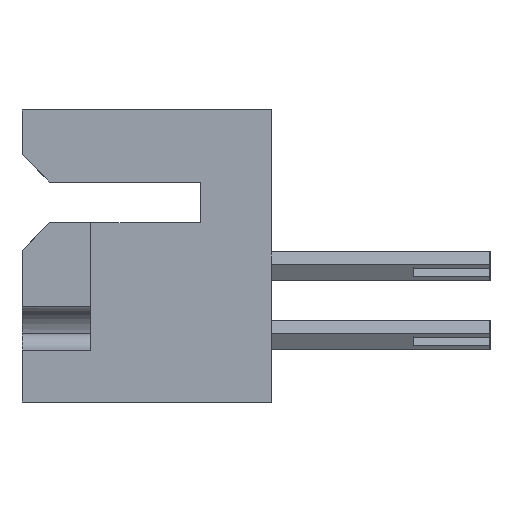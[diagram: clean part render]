
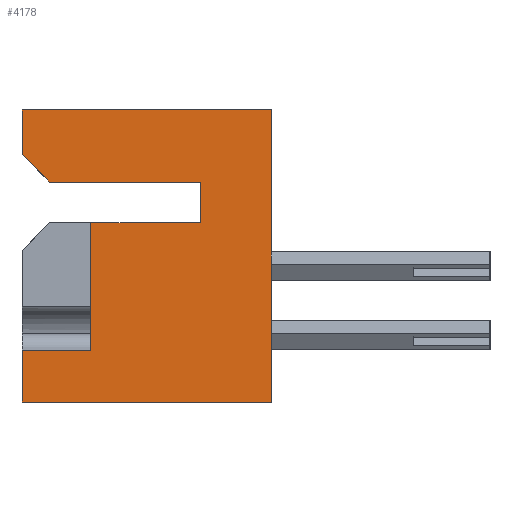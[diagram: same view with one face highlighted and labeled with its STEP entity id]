
A CAD part, left-side view. The second image highlights one B-rep face of the part: STEP entity #4178.
In plain terms, the highlighted planar face has unit normal (-1, 0, 0).
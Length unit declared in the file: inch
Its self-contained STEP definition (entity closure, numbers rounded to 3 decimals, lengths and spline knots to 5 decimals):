
#394 = DIRECTION ( 'NONE',  ( 0., 1., 0. ) ) ;
#581 = ORIENTED_EDGE ( 'NONE', *, *, #2621, .F. ) ;
#875 = DIRECTION ( 'NONE',  ( 0., -0.707, -0.707 ) ) ;
#1171 = CARTESIAN_POINT ( 'NONE',  ( 0., 0.128, -0.131 ) ) ;
#1229 = DIRECTION ( 'NONE',  ( 0., 1., 0. ) ) ;
#1368 = DIRECTION ( 'NONE',  ( 1., 0., 0. ) ) ;
#1624 = ORIENTED_EDGE ( 'NONE', *, *, #10560, .F. ) ;
#1785 = ORIENTED_EDGE ( 'NONE', *, *, #9547, .T. ) ;
#1832 = VECTOR ( 'NONE', #7588, 39.37008 ) ;
#1978 = CARTESIAN_POINT ( 'NONE',  ( 0., 0.403, -0.131 ) ) ;
#2415 = CARTESIAN_POINT ( 'NONE',  ( 0., 0.453, 0. ) ) ;
#2621 = EDGE_CURVE ( 'NONE', #3353, #8205, #14504, .T. ) ;
#2882 = EDGE_CURVE ( 'NONE', #12280, #9471, #6363, .T. ) ;
#3313 = CARTESIAN_POINT ( 'NONE',  ( 0., 0.128, -0.131 ) ) ;
#3353 = VERTEX_POINT ( 'NONE', #10622 ) ;
#3582 = CARTESIAN_POINT ( 'NONE',  ( 0., 0.328, -0.205 ) ) ;
#4178 = ADVANCED_FACE ( 'NONE', ( #8113 ), #13919, .F. ) ;
#4363 = VERTEX_POINT ( 'NONE', #11525 ) ;
#4499 = VECTOR ( 'NONE', #14267, 39.37008 ) ;
#4567 = CARTESIAN_POINT ( 'NONE',  ( 0., 0.453, -0.081 ) ) ;
#4581 = DIRECTION ( 'NONE',  ( 0., 0., 1. ) ) ;
#4765 = CARTESIAN_POINT ( 'NONE',  ( 0., 0.453, 0. ) ) ;
#5072 = CARTESIAN_POINT ( 'NONE',  ( 0., 0.453, 0. ) ) ;
#5487 = EDGE_CURVE ( 'NONE', #8338, #9982, #14013, .T. ) ;
#5640 = DIRECTION ( 'NONE',  ( 0., 0., 1. ) ) ;
#5792 = EDGE_CURVE ( 'NONE', #7908, #12280, #7477, .T. ) ;
#6284 = EDGE_CURVE ( 'NONE', #12150, #14063, #11617, .T. ) ;
#6363 = LINE ( 'NONE', #4765, #8910 ) ;
#6419 = VERTEX_POINT ( 'NONE', #12047 ) ;
#6692 = EDGE_CURVE ( 'NONE', #4363, #14063, #8354, .T. ) ;
#6705 = ORIENTED_EDGE ( 'NONE', *, *, #2882, .F. ) ;
#6865 = ORIENTED_EDGE ( 'NONE', *, *, #6284, .F. ) ;
#7075 = LINE ( 'NONE', #13757, #8445 ) ;
#7370 = LINE ( 'NONE', #16380, #1832 ) ;
#7477 = LINE ( 'NONE', #7912, #4499 ) ;
#7588 = DIRECTION ( 'NONE',  ( 0., -1., 0. ) ) ;
#7908 = VERTEX_POINT ( 'NONE', #4567 ) ;
#7912 = CARTESIAN_POINT ( 'NONE',  ( 0., 0.453, 0. ) ) ;
#7969 = ORIENTED_EDGE ( 'NONE', *, *, #6692, .T. ) ;
#8113 = FACE_OUTER_BOUND ( 'NONE', #14046, .T. ) ;
#8205 = VERTEX_POINT ( 'NONE', #14462 ) ;
#8240 = VECTOR ( 'NONE', #4581, 39.37008 ) ;
#8338 = VERTEX_POINT ( 'NONE', #15938 ) ;
#8354 = LINE ( 'NONE', #13192, #14319 ) ;
#8387 = CARTESIAN_POINT ( 'NONE',  ( 0., 0.328, -0.205 ) ) ;
#8445 = VECTOR ( 'NONE', #9923, 39.37008 ) ;
#8451 = VECTOR ( 'NONE', #1229, 39.37008 ) ;
#8452 = DIRECTION ( 'NONE',  ( 0., -1., 0. ) ) ;
#8531 = CARTESIAN_POINT ( 'NONE',  ( 0., 0., 0. ) ) ;
#8585 = DIRECTION ( 'NONE',  ( 0., 0., 1. ) ) ;
#8910 = VECTOR ( 'NONE', #8452, 39.37008 ) ;
#9471 = VERTEX_POINT ( 'NONE', #8531 ) ;
#9547 = EDGE_CURVE ( 'NONE', #12150, #8205, #7075, .T. ) ;
#9923 = DIRECTION ( 'NONE',  ( 0., 1., 0. ) ) ;
#9982 = VERTEX_POINT ( 'NONE', #13290 ) ;
#10090 = ORIENTED_EDGE ( 'NONE', *, *, #5792, .F. ) ;
#10120 = AXIS2_PLACEMENT_3D ( 'NONE', #2415, #1368, #16407 ) ;
#10157 = LINE ( 'NONE', #15830, #11353 ) ;
#10560 = EDGE_CURVE ( 'NONE', #4363, #8338, #15361, .T. ) ;
#10622 = CARTESIAN_POINT ( 'NONE',  ( 0., 0.453, -0.531 ) ) ;
#10998 = CARTESIAN_POINT ( 'NONE',  ( 0., 0.328, -0.437 ) ) ;
#11353 = VECTOR ( 'NONE', #8585, 39.37008 ) ;
#11525 = CARTESIAN_POINT ( 'NONE',  ( 0., 0.128, -0.205 ) ) ;
#11617 = LINE ( 'NONE', #8387, #8240 ) ;
#12047 = CARTESIAN_POINT ( 'NONE',  ( 0., 0., -0.531 ) ) ;
#12150 = VERTEX_POINT ( 'NONE', #10998 ) ;
#12280 = VERTEX_POINT ( 'NONE', #5072 ) ;
#12737 = LINE ( 'NONE', #1978, #13128 ) ;
#12749 = ORIENTED_EDGE ( 'NONE', *, *, #14983, .T. ) ;
#13128 = VECTOR ( 'NONE', #875, 39.37008 ) ;
#13192 = CARTESIAN_POINT ( 'NONE',  ( 0., 0.128, -0.205 ) ) ;
#13290 = CARTESIAN_POINT ( 'NONE',  ( 0., 0.403, -0.131 ) ) ;
#13583 = VECTOR ( 'NONE', #5640, 39.37008 ) ;
#13757 = CARTESIAN_POINT ( 'NONE',  ( 0., 0.328, -0.437 ) ) ;
#13919 = PLANE ( 'NONE',  #10120 ) ;
#14013 = LINE ( 'NONE', #1171, #8451 ) ;
#14046 = EDGE_LOOP ( 'NONE', ( #1785, #581, #15898, #16358, #6705, #10090, #12749, #15696, #1624, #7969, #6865 ) ) ;
#14063 = VERTEX_POINT ( 'NONE', #3582 ) ;
#14267 = DIRECTION ( 'NONE',  ( 0., 0., 1. ) ) ;
#14319 = VECTOR ( 'NONE', #394, 39.37008 ) ;
#14462 = CARTESIAN_POINT ( 'NONE',  ( 0., 0.453, -0.437 ) ) ;
#14504 = LINE ( 'NONE', #15463, #15866 ) ;
#14983 = EDGE_CURVE ( 'NONE', #7908, #9982, #12737, .T. ) ;
#15361 = LINE ( 'NONE', #3313, #13583 ) ;
#15419 = DIRECTION ( 'NONE',  ( 0., 0., 1. ) ) ;
#15463 = CARTESIAN_POINT ( 'NONE',  ( 0., 0.453, 0. ) ) ;
#15616 = EDGE_CURVE ( 'NONE', #6419, #9471, #10157, .T. ) ;
#15696 = ORIENTED_EDGE ( 'NONE', *, *, #5487, .F. ) ;
#15830 = CARTESIAN_POINT ( 'NONE',  ( 0., 0., 0. ) ) ;
#15866 = VECTOR ( 'NONE', #15419, 39.37008 ) ;
#15898 = ORIENTED_EDGE ( 'NONE', *, *, #16329, .T. ) ;
#15938 = CARTESIAN_POINT ( 'NONE',  ( 0., 0.128, -0.131 ) ) ;
#16329 = EDGE_CURVE ( 'NONE', #3353, #6419, #7370, .T. ) ;
#16358 = ORIENTED_EDGE ( 'NONE', *, *, #15616, .T. ) ;
#16380 = CARTESIAN_POINT ( 'NONE',  ( 0., 0.453, -0.531 ) ) ;
#16407 = DIRECTION ( 'NONE',  ( 0., 0., -1. ) ) ;
